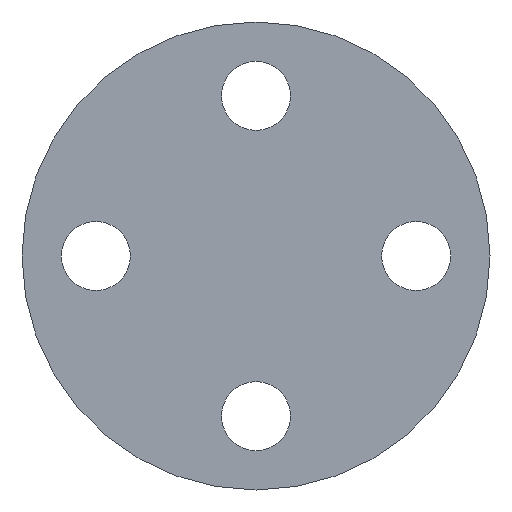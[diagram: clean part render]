
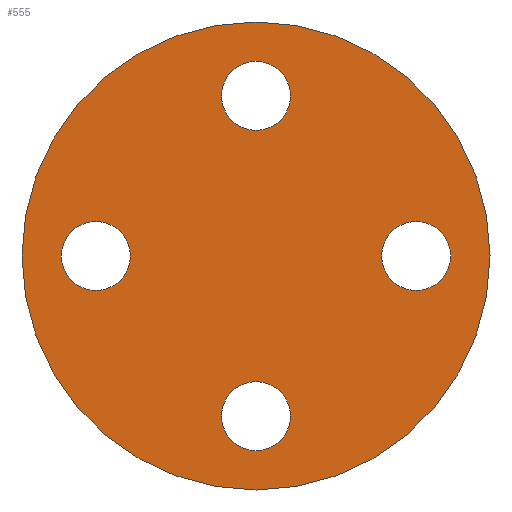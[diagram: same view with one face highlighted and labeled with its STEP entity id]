
A CAD part, front view. The second image highlights one B-rep face of the part: STEP entity #555.
In plain terms, the highlighted planar face has unit normal (0, -1, 0).
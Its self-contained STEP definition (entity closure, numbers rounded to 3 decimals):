
#3 = EDGE_CURVE ( 'NONE', #351, #561, #363, .T. ) ;
#8 = AXIS2_PLACEMENT_3D ( 'NONE', #183, #342, #619 ) ;
#35 = DIRECTION ( 'NONE',  ( 0., 1., 0. ) ) ;
#36 = ORIENTED_EDGE ( 'NONE', *, *, #3, .F. ) ;
#41 = AXIS2_PLACEMENT_3D ( 'NONE', #250, #156, #301 ) ;
#43 = AXIS2_PLACEMENT_3D ( 'NONE', #481, #231, #189 ) ;
#44 = CARTESIAN_POINT ( 'NONE',  ( 32.5, 0., 7. ) ) ;
#47 = CARTESIAN_POINT ( 'NONE',  ( 0., 0., -25.5 ) ) ;
#57 = EDGE_CURVE ( 'NONE', #495, #375, #496, .T. ) ;
#59 = EDGE_LOOP ( 'NONE', ( #388, #595 ) ) ;
#61 = AXIS2_PLACEMENT_3D ( 'NONE', #278, #35, #146 ) ;
#66 = EDGE_LOOP ( 'NONE', ( #446, #36 ) ) ;
#67 = CARTESIAN_POINT ( 'NONE',  ( 0., 0., 32.5 ) ) ;
#72 = VERTEX_POINT ( 'NONE', #149 ) ;
#73 = CIRCLE ( 'NONE', #540, 7. ) ;
#91 = CARTESIAN_POINT ( 'NONE',  ( 0., 0., 0. ) ) ;
#100 = CARTESIAN_POINT ( 'NONE',  ( -32.5, 0., 0. ) ) ;
#135 = CARTESIAN_POINT ( 'NONE',  ( -32.5, 0., 7. ) ) ;
#136 = EDGE_LOOP ( 'NONE', ( #196, #302 ) ) ;
#139 = DIRECTION ( 'NONE',  ( 0., 1., 0. ) ) ;
#145 = EDGE_CURVE ( 'NONE', #72, #458, #73, .T. ) ;
#146 = DIRECTION ( 'NONE',  ( 0., 0., 1. ) ) ;
#149 = CARTESIAN_POINT ( 'NONE',  ( -32.5, 0., -7. ) ) ;
#152 = CIRCLE ( 'NONE', #454, 7. ) ;
#153 = AXIS2_PLACEMENT_3D ( 'NONE', #91, #527, #431 ) ;
#156 = DIRECTION ( 'NONE',  ( 0., 1., 0. ) ) ;
#161 = CARTESIAN_POINT ( 'NONE',  ( 0., 0., -32.5 ) ) ;
#169 = AXIS2_PLACEMENT_3D ( 'NONE', #479, #538, #623 ) ;
#177 = VERTEX_POINT ( 'NONE', #544 ) ;
#183 = CARTESIAN_POINT ( 'NONE',  ( 32.5, 0., 0. ) ) ;
#185 = FACE_BOUND ( 'NONE', #59, .T. ) ;
#188 = EDGE_CURVE ( 'NONE', #548, #177, #152, .T. ) ;
#189 = DIRECTION ( 'NONE',  ( 0., 0., 1. ) ) ;
#196 = ORIENTED_EDGE ( 'NONE', *, *, #237, .T. ) ;
#200 = AXIS2_PLACEMENT_3D ( 'NONE', #485, #238, #336 ) ;
#202 = CIRCLE ( 'NONE', #8, 7. ) ;
#207 = EDGE_CURVE ( 'NONE', #561, #351, #234, .T. ) ;
#231 = DIRECTION ( 'NONE',  ( 0., 1., 0. ) ) ;
#234 = CIRCLE ( 'NONE', #41, 47.5 ) ;
#236 = CARTESIAN_POINT ( 'NONE',  ( 0., 0., 25.5 ) ) ;
#237 = EDGE_CURVE ( 'NONE', #609, #493, #393, .T. ) ;
#238 = DIRECTION ( 'NONE',  ( 0., 1., 0. ) ) ;
#240 = FACE_BOUND ( 'NONE', #136, .T. ) ;
#250 = CARTESIAN_POINT ( 'NONE',  ( 0., 0., 0. ) ) ;
#261 = DIRECTION ( 'NONE',  ( 0., 0., 1. ) ) ;
#278 = CARTESIAN_POINT ( 'NONE',  ( 0., 0., -32.5 ) ) ;
#279 = ORIENTED_EDGE ( 'NONE', *, *, #188, .T. ) ;
#296 = DIRECTION ( 'NONE',  ( 0., 1., 0. ) ) ;
#301 = DIRECTION ( 'NONE',  ( 0., 0., 1. ) ) ;
#302 = ORIENTED_EDGE ( 'NONE', *, *, #591, .T. ) ;
#331 = DIRECTION ( 'NONE',  ( 0., 0., 1. ) ) ;
#336 = DIRECTION ( 'NONE',  ( 0., 0., 1. ) ) ;
#342 = DIRECTION ( 'NONE',  ( 0., 1., 0. ) ) ;
#351 = VERTEX_POINT ( 'NONE', #505 ) ;
#357 = EDGE_LOOP ( 'NONE', ( #279, #545 ) ) ;
#363 = CIRCLE ( 'NONE', #169, 47.5 ) ;
#364 = CIRCLE ( 'NONE', #618, 7. ) ;
#375 = VERTEX_POINT ( 'NONE', #553 ) ;
#376 = CARTESIAN_POINT ( 'NONE',  ( 0., 0., 39.5 ) ) ;
#386 = FACE_OUTER_BOUND ( 'NONE', #66, .T. ) ;
#388 = ORIENTED_EDGE ( 'NONE', *, *, #57, .T. ) ;
#393 = CIRCLE ( 'NONE', #569, 7. ) ;
#431 = DIRECTION ( 'NONE',  ( 0., 0., 1. ) ) ;
#446 = ORIENTED_EDGE ( 'NONE', *, *, #207, .F. ) ;
#454 = AXIS2_PLACEMENT_3D ( 'NONE', #161, #296, #261 ) ;
#455 = EDGE_CURVE ( 'NONE', #177, #548, #497, .T. ) ;
#458 = VERTEX_POINT ( 'NONE', #135 ) ;
#464 = EDGE_LOOP ( 'NONE', ( #518, #523 ) ) ;
#479 = CARTESIAN_POINT ( 'NONE',  ( 0., 0., 0. ) ) ;
#481 = CARTESIAN_POINT ( 'NONE',  ( 0., 0., 32.5 ) ) ;
#484 = FACE_BOUND ( 'NONE', #464, .T. ) ;
#485 = CARTESIAN_POINT ( 'NONE',  ( 32.5, 0., 0. ) ) ;
#486 = PLANE ( 'NONE',  #153 ) ;
#492 = CARTESIAN_POINT ( 'NONE',  ( -32.5, 0., 0. ) ) ;
#493 = VERTEX_POINT ( 'NONE', #236 ) ;
#494 = DIRECTION ( 'NONE',  ( 0., 0., 1. ) ) ;
#495 = VERTEX_POINT ( 'NONE', #44 ) ;
#496 = CIRCLE ( 'NONE', #200, 7. ) ;
#497 = CIRCLE ( 'NONE', #61, 7. ) ;
#500 = EDGE_CURVE ( 'NONE', #458, #72, #364, .T. ) ;
#505 = CARTESIAN_POINT ( 'NONE',  ( 0., 0., 47.5 ) ) ;
#511 = CIRCLE ( 'NONE', #43, 7. ) ;
#518 = ORIENTED_EDGE ( 'NONE', *, *, #500, .T. ) ;
#523 = ORIENTED_EDGE ( 'NONE', *, *, #145, .T. ) ;
#527 = DIRECTION ( 'NONE',  ( 0., 1., 0. ) ) ;
#533 = FACE_BOUND ( 'NONE', #357, .T. ) ;
#538 = DIRECTION ( 'NONE',  ( 0., 1., 0. ) ) ;
#539 = DIRECTION ( 'NONE',  ( 0., 1., 0. ) ) ;
#540 = AXIS2_PLACEMENT_3D ( 'NONE', #492, #539, #597 ) ;
#542 = DIRECTION ( 'NONE',  ( 0., 1., 0. ) ) ;
#544 = CARTESIAN_POINT ( 'NONE',  ( 0., 0., -39.5 ) ) ;
#545 = ORIENTED_EDGE ( 'NONE', *, *, #455, .T. ) ;
#548 = VERTEX_POINT ( 'NONE', #47 ) ;
#553 = CARTESIAN_POINT ( 'NONE',  ( 32.5, 0., -7. ) ) ;
#555 = ADVANCED_FACE ( 'NONE', ( #185, #240, #484, #533, #386 ), #486, .F. ) ;
#561 = VERTEX_POINT ( 'NONE', #624 ) ;
#569 = AXIS2_PLACEMENT_3D ( 'NONE', #67, #542, #494 ) ;
#591 = EDGE_CURVE ( 'NONE', #493, #609, #511, .T. ) ;
#595 = ORIENTED_EDGE ( 'NONE', *, *, #606, .T. ) ;
#597 = DIRECTION ( 'NONE',  ( 0., 0., 1. ) ) ;
#606 = EDGE_CURVE ( 'NONE', #375, #495, #202, .T. ) ;
#609 = VERTEX_POINT ( 'NONE', #376 ) ;
#618 = AXIS2_PLACEMENT_3D ( 'NONE', #100, #139, #331 ) ;
#619 = DIRECTION ( 'NONE',  ( 0., 0., 1. ) ) ;
#623 = DIRECTION ( 'NONE',  ( 0., 0., 1. ) ) ;
#624 = CARTESIAN_POINT ( 'NONE',  ( 0., 0., -47.5 ) ) ;
